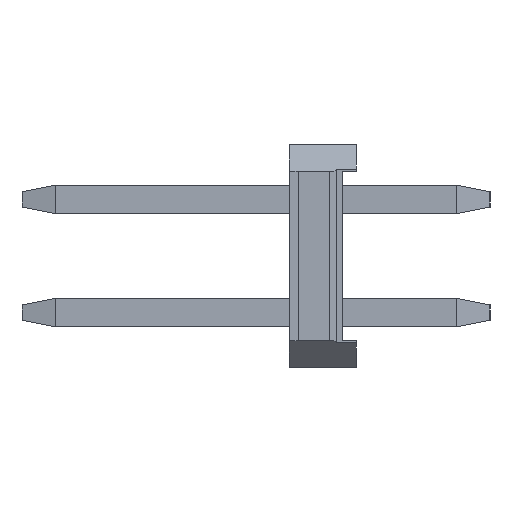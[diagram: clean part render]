
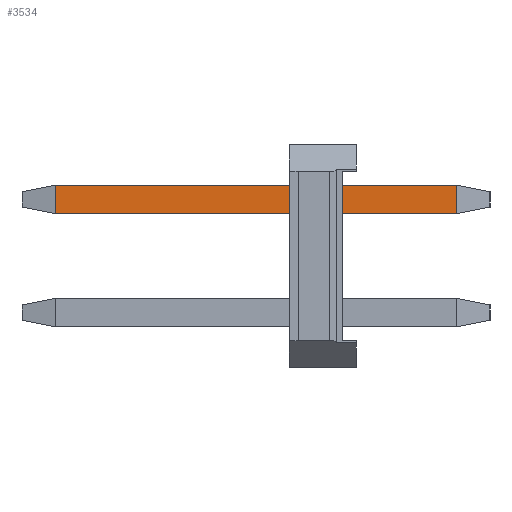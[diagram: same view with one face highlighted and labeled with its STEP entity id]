
A CAD part, left-side view. The second image highlights one B-rep face of the part: STEP entity #3534.
In plain terms, the highlighted planar face has unit normal (-1, 0, 0).
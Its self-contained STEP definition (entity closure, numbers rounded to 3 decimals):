
#3295=CARTESIAN_POINT('',(-0.32,-3.75,0.95));
#3296=VERTEX_POINT('',#3295);
#3326=CARTESIAN_POINT('',(-0.32,5.25,0.95));
#3327=VERTEX_POINT('',#3326);
#3328=CARTESIAN_POINT('',(-0.32,-3.75,0.95));
#3329=DIRECTION('',(0.,1.,0.));
#3330=VECTOR('',#3329,9.);
#3331=LINE('',#3328,#3330);
#3332=EDGE_CURVE('',#3296,#3327,#3331,.T.);
#3476=CARTESIAN_POINT('',(-0.32,-3.75,1.59));
#3477=VERTEX_POINT('',#3476);
#3502=CARTESIAN_POINT('',(-0.32,-3.75,1.59));
#3503=DIRECTION('',(0.,0.,-1.));
#3504=VECTOR('',#3503,0.64);
#3505=LINE('',#3502,#3504);
#3506=EDGE_CURVE('',#3477,#3296,#3505,.T.);
#3511=CARTESIAN_POINT('',(-0.32,-4.5,0.95));
#3512=DIRECTION('',(0.,0.,1.));
#3513=DIRECTION('',(-1.,0.,0.));
#3514=AXIS2_PLACEMENT_3D('',#3511,#3513,#3512);
#3515=PLANE('',#3514);
#3516=ORIENTED_EDGE('',*,*,#3332,.F.);
#3517=ORIENTED_EDGE('',*,*,#3506,.F.);
#3518=CARTESIAN_POINT('',(-0.32,5.25,1.59));
#3519=VERTEX_POINT('',#3518);
#3520=CARTESIAN_POINT('',(-0.32,-3.75,1.59));
#3521=DIRECTION('',(0.,1.,0.));
#3522=VECTOR('',#3521,9.);
#3523=LINE('',#3520,#3522);
#3524=EDGE_CURVE('',#3477,#3519,#3523,.T.);
#3525=ORIENTED_EDGE('',*,*,#3524,.T.);
#3526=CARTESIAN_POINT('',(-0.32,5.25,1.59));
#3527=DIRECTION('',(0.,0.,-1.));
#3528=VECTOR('',#3527,0.64);
#3529=LINE('',#3526,#3528);
#3530=EDGE_CURVE('',#3519,#3327,#3529,.T.);
#3531=ORIENTED_EDGE('',*,*,#3530,.T.);
#3532=EDGE_LOOP('',(#3516,#3517,#3525,#3531));
#3533=FACE_OUTER_BOUND('',#3532,.T.);
#3534=ADVANCED_FACE('',(#3533),#3515,.T.);
